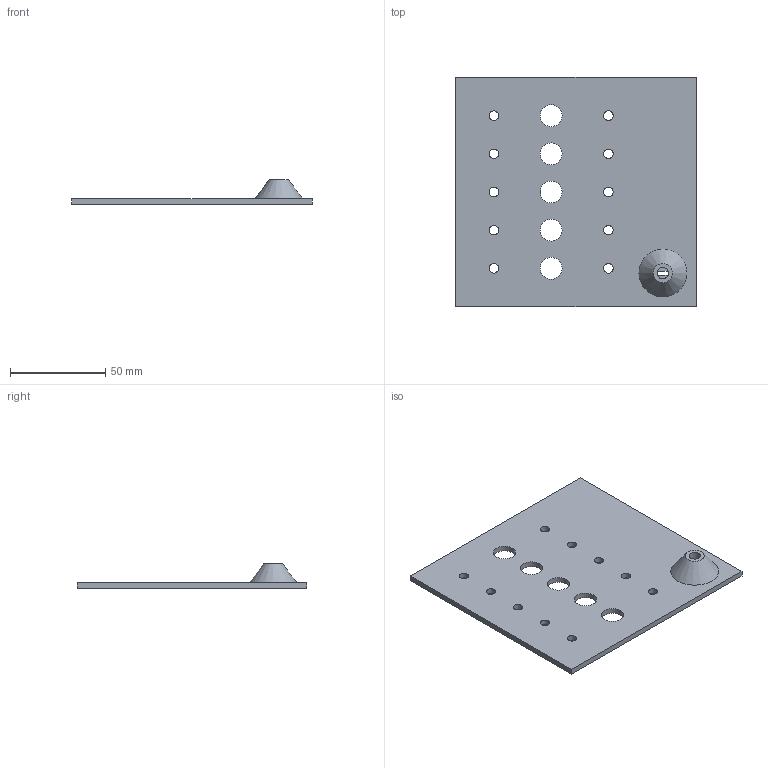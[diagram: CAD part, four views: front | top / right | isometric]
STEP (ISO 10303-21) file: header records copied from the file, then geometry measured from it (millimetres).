
FILE_DESCRIPTION(/* description */ (''),/* implementation_level */ '2;1');
FILE_NAME(/* name */ '7f6f855a-4265-4e58-8d04-4d984ce6543a.stp',/* time_stamp */ '2018-12-10T15:03:38+00:00',/* author */ (''),/* organization */ (''),/* preprocessor_version */ 'ST-DEVELOPER v17.2',/* originating_system */ 'Autodesk Translation Framework v7.6.0.251',/* authorisation */ '');
FILE_SCHEMA (('AUTOMOTIVE_DESIGN { 1 0 10303 214 3 1 1 }'));
Length unit declared in the file: millimetre
Products named in the file (2): Front Face Switches; light_cone
Assembly tree (1 placements, depth 2):
  Front Face Switches
    light_cone
Bounding box: 126 x 120 x 13 mm (x, y, z)
Volume: 44147.9 mm3; surface area: 33641.2 mm2
Topology: 2 solids, 2 shells, 47 faces, 117 edges, 76 vertices
Faces by surface type: plane 30, cylinder 16, cone 1
Full cylindrical faces by diameter (mm): 5 x10, 6 x1, 11.5 x5
Entity records: 1549 total; most frequent: DIRECTION 259, CARTESIAN_POINT 244, ORIENTED_EDGE 234, EDGE_CURVE 117, AXIS2_PLACEMENT_3D 91, EDGE_LOOP 83, LINE 77, VECTOR 77
